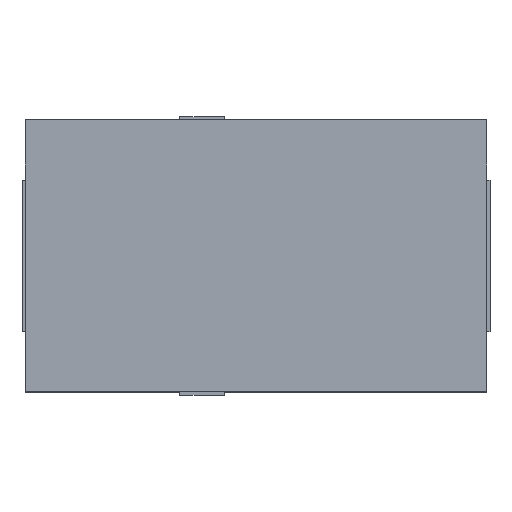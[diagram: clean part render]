
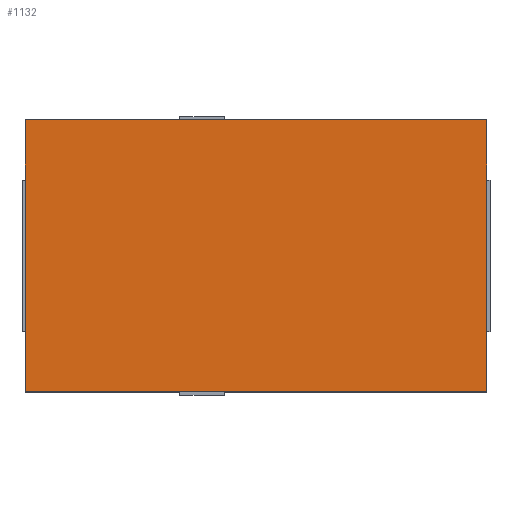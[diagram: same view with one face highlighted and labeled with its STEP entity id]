
A CAD part, top view. The second image highlights one B-rep face of the part: STEP entity #1132.
In plain terms, the highlighted planar face has unit normal (0, 0, 1).
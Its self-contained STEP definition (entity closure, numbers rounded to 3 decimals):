
#68=FACE_OUTER_BOUND('',#128,.T.);
#128=EDGE_LOOP('',(#875,#876,#877,#878));
#199=LINE('',#1610,#355);
#228=LINE('',#1668,#384);
#232=LINE('',#1675,#388);
#234=LINE('',#1678,#390);
#355=VECTOR('',#1302,7.3);
#384=VECTOR('',#1351,4.3);
#388=VECTOR('',#1357,4.3);
#390=VECTOR('',#1361,7.3);
#500=VERTEX_POINT('',#1607);
#501=VERTEX_POINT('',#1609);
#520=VERTEX_POINT('',#1667);
#522=VERTEX_POINT('',#1673);
#615=EDGE_CURVE('',#500,#501,#199,.T.);
#644=EDGE_CURVE('',#501,#520,#228,.T.);
#648=EDGE_CURVE('',#522,#500,#232,.T.);
#650=EDGE_CURVE('',#520,#522,#234,.T.);
#875=ORIENTED_EDGE('',*,*,#648,.F.);
#876=ORIENTED_EDGE('',*,*,#650,.F.);
#877=ORIENTED_EDGE('',*,*,#644,.F.);
#878=ORIENTED_EDGE('',*,*,#615,.F.);
#1072=PLANE('',#1197);
#1132=ADVANCED_FACE('',(#68),#1072,.T.);
#1197=AXIS2_PLACEMENT_3D('',#1680,#1364,#1365);
#1302=DIRECTION('',(1.,0.,0.));
#1351=DIRECTION('',(0.,-1.,0.));
#1357=DIRECTION('',(0.,1.,0.));
#1361=DIRECTION('',(-1.,0.,0.));
#1364=DIRECTION('center_axis',(0.,0.,1.));
#1365=DIRECTION('ref_axis',(1.,0.,0.));
#1607=CARTESIAN_POINT('',(1.45,4.721,1.9));
#1609=CARTESIAN_POINT('',(8.75,4.721,1.9));
#1610=CARTESIAN_POINT('',(8.75,4.721,1.9));
#1667=CARTESIAN_POINT('',(8.75,0.421,1.9));
#1668=CARTESIAN_POINT('',(8.75,0.421,1.9));
#1673=CARTESIAN_POINT('',(1.45,0.421,1.9));
#1675=CARTESIAN_POINT('',(1.45,4.721,1.9));
#1678=CARTESIAN_POINT('',(1.45,0.421,1.9));
#1680=CARTESIAN_POINT('Origin',(5.1,2.571,1.9));
